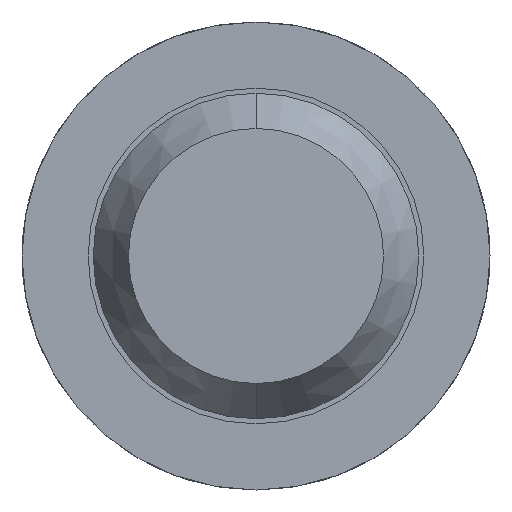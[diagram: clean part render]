
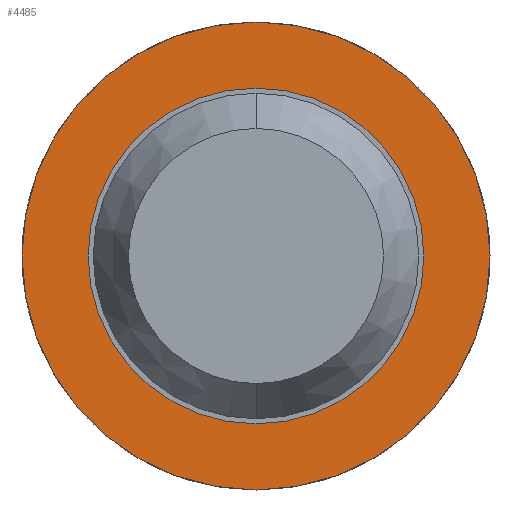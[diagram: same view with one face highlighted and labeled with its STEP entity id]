
A CAD part, front view. The second image highlights one B-rep face of the part: STEP entity #4485.
In plain terms, the highlighted planar face has unit normal (0, -1, 0).
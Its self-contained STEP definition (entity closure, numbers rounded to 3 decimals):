
#149 = VERTEX_POINT ( 'NONE', #2100 ) ;
#182 = CIRCLE ( 'NONE', #1659, 0.825 ) ;
#621 = DIRECTION ( 'NONE',  ( 0., 1., 0. ) ) ;
#640 = EDGE_CURVE ( 'Defeature ausgef�hrt3_10+Defeature ausgef�hrt3_14+Defeature ausgef�hrt3_14+Defeature ausgef�hrt3_14', #1411, #4298, #1376, .T. ) ;
#792 = ORIENTED_EDGE ( 'NONE', *, *, #640, .F. ) ;
#1000 = DIRECTION ( 'NONE',  ( 0., 1., 0. ) ) ;
#1236 = DIRECTION ( 'NONE',  ( 0., 0., 1. ) ) ;
#1376 = CIRCLE ( 'NONE', #1962, 1.15 ) ;
#1411 = VERTEX_POINT ( 'NONE', #3332 ) ;
#1470 = AXIS2_PLACEMENT_3D ( 'NONE', #2058, #621, #2443 ) ;
#1659 = AXIS2_PLACEMENT_3D ( 'NONE', #4492, #3797, #1236 ) ;
#1684 = EDGE_LOOP ( 'NONE', ( #1786, #2512 ) ) ;
#1786 = ORIENTED_EDGE ( 'NONE', *, *, #3947, .T. ) ;
#1962 = AXIS2_PLACEMENT_3D ( 'NONE', #3253, #1000, #4728 ) ;
#2043 = PLANE ( 'NONE',  #2383 ) ;
#2058 = CARTESIAN_POINT ( 'NONE',  ( 0., -1.7, 0. ) ) ;
#2100 = CARTESIAN_POINT ( 'NONE',  ( 0., -1.7, 0.825 ) ) ;
#2220 = AXIS2_PLACEMENT_3D ( 'NONE', #3433, #4535, #3418 ) ;
#2250 = CARTESIAN_POINT ( 'NONE',  ( 0., -1.7, 1.15 ) ) ;
#2288 = FACE_BOUND ( 'NONE', #1684, .T. ) ;
#2383 = AXIS2_PLACEMENT_3D ( 'NONE', #4625, #2428, #2802 ) ;
#2428 = DIRECTION ( 'NONE',  ( 0., 1., 0. ) ) ;
#2443 = DIRECTION ( 'NONE',  ( 0., 0., 1. ) ) ;
#2512 = ORIENTED_EDGE ( 'NONE', *, *, #3081, .T. ) ;
#2802 = DIRECTION ( 'NONE',  ( 0., 0., 1. ) ) ;
#2901 = EDGE_CURVE ( 'Defeature ausgef�hrt3_10+Defeature ausgef�hrt3_14+Defeature ausgef�hrt3_14+Defeature ausgef�hrt3_14', #4298, #1411, #3461, .T. ) ;
#2992 = CIRCLE ( 'NONE', #1470, 0.825 ) ;
#3081 = EDGE_CURVE ( 'Defeature ausgef�hrt3_14+Defeature ausgef�hrt3_13+Defeature ausgef�hrt3_13+Defeature ausgef�hrt3_13', #4339, #149, #2992, .T. ) ;
#3253 = CARTESIAN_POINT ( 'NONE',  ( 0., -1.7, 0. ) ) ;
#3275 = FACE_OUTER_BOUND ( 'NONE', #3977, .T. ) ;
#3332 = CARTESIAN_POINT ( 'NONE',  ( 0., -1.7, -1.15 ) ) ;
#3418 = DIRECTION ( 'NONE',  ( 0., 0., 1. ) ) ;
#3433 = CARTESIAN_POINT ( 'NONE',  ( 0., -1.7, 0. ) ) ;
#3461 = CIRCLE ( 'NONE', #2220, 1.15 ) ;
#3728 = CARTESIAN_POINT ( 'NONE',  ( 0., -1.7, -0.825 ) ) ;
#3797 = DIRECTION ( 'NONE',  ( 0., 1., 0. ) ) ;
#3947 = EDGE_CURVE ( 'Defeature ausgef�hrt3_14+Defeature ausgef�hrt3_13+Defeature ausgef�hrt3_13+Defeature ausgef�hrt3_13', #149, #4339, #182, .T. ) ;
#3977 = EDGE_LOOP ( 'NONE', ( #4455, #792 ) ) ;
#4298 = VERTEX_POINT ( 'NONE', #2250 ) ;
#4339 = VERTEX_POINT ( 'NONE', #3728 ) ;
#4455 = ORIENTED_EDGE ( 'NONE', *, *, #2901, .F. ) ;
#4485 = ADVANCED_FACE ( 'Defeature ausgef�hrt3_14', ( #3275, #2288 ), #2043, .F. ) ;
#4492 = CARTESIAN_POINT ( 'NONE',  ( 0., -1.7, 0. ) ) ;
#4535 = DIRECTION ( 'NONE',  ( 0., 1., 0. ) ) ;
#4625 = CARTESIAN_POINT ( 'NONE',  ( 0.825, -1.7, 0. ) ) ;
#4728 = DIRECTION ( 'NONE',  ( 0., 0., 1. ) ) ;
